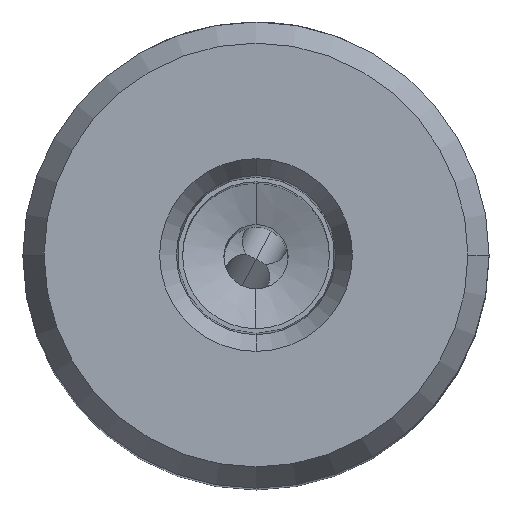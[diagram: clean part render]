
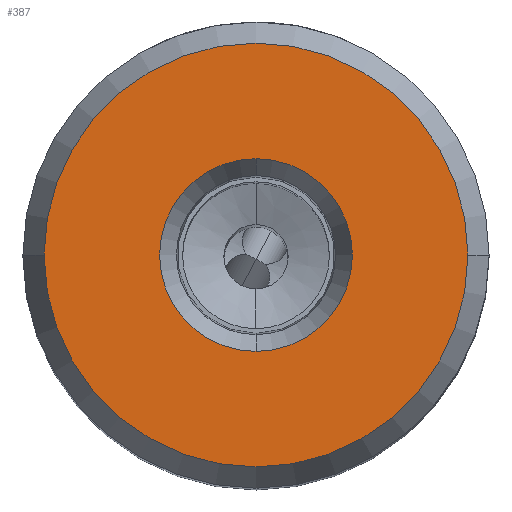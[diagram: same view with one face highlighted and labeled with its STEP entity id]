
A CAD part, top view. The second image highlights one B-rep face of the part: STEP entity #387.
In plain terms, the highlighted planar face has unit normal (0, 0, 1).
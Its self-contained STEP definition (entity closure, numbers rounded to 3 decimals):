
#44=FACE_BOUND('',#700,.T.);
#45=FACE_BOUND('',#701,.T.);
#176=PLANE('',#3075);
#387=ADVANCED_FACE('',(#44,#45),#176,.T.);
#700=EDGE_LOOP('',(#1201,#1202));
#701=EDGE_LOOP('',(#1203,#1204));
#829=CIRCLE('',#3069,5.25);
#830=CIRCLE('',#3071,5.25);
#831=CIRCLE('',#3073,11.545);
#832=CIRCLE('',#3074,11.545);
#1201=ORIENTED_EDGE('',*,*,#2351,.T.);
#1202=ORIENTED_EDGE('',*,*,#2352,.T.);
#1203=ORIENTED_EDGE('',*,*,#2353,.T.);
#1204=ORIENTED_EDGE('',*,*,#2354,.T.);
#1981=VERTEX_POINT('',#6535);
#1982=VERTEX_POINT('',#6537);
#1983=VERTEX_POINT('',#6543);
#1984=VERTEX_POINT('',#6544);
#2351=EDGE_CURVE('',#1981,#1982,#829,.T.);
#2352=EDGE_CURVE('',#1982,#1981,#830,.T.);
#2353=EDGE_CURVE('',#1983,#1984,#831,.T.);
#2354=EDGE_CURVE('',#1984,#1983,#832,.T.);
#3069=AXIS2_PLACEMENT_3D('',#6538,#3414,#3415);
#3071=AXIS2_PLACEMENT_3D('',#6540,#3418,#3419);
#3073=AXIS2_PLACEMENT_3D('',#6542,#3422,#3423);
#3074=AXIS2_PLACEMENT_3D('',#6545,#3424,#3425);
#3075=AXIS2_PLACEMENT_3D('',#6546,#3426,#3427);
#3414=DIRECTION('',(0.,0.,-1.));
#3415=DIRECTION('',(0.,-1.,0.));
#3418=DIRECTION('',(0.,0.,-1.));
#3419=DIRECTION('',(0.,1.,0.));
#3422=DIRECTION('',(0.,0.,1.));
#3423=DIRECTION('',(-1.,0.,0.));
#3424=DIRECTION('',(0.,0.,1.));
#3425=DIRECTION('',(1.,0.,0.));
#3426=DIRECTION('',(0.,0.,1.));
#3427=DIRECTION('',(-1.,0.,0.));
#6535=CARTESIAN_POINT('',(0.,-5.25,28.65));
#6537=CARTESIAN_POINT('',(0.,5.25,28.65));
#6538=CARTESIAN_POINT('',(0.,0.,28.65));
#6540=CARTESIAN_POINT('',(0.,0.,28.65));
#6542=CARTESIAN_POINT('',(0.,0.,28.65));
#6543=CARTESIAN_POINT('',(-11.545,0.,28.65));
#6544=CARTESIAN_POINT('',(11.545,0.,28.65));
#6545=CARTESIAN_POINT('',(0.,0.,28.65));
#6546=CARTESIAN_POINT('',(0.,0.,28.65));
